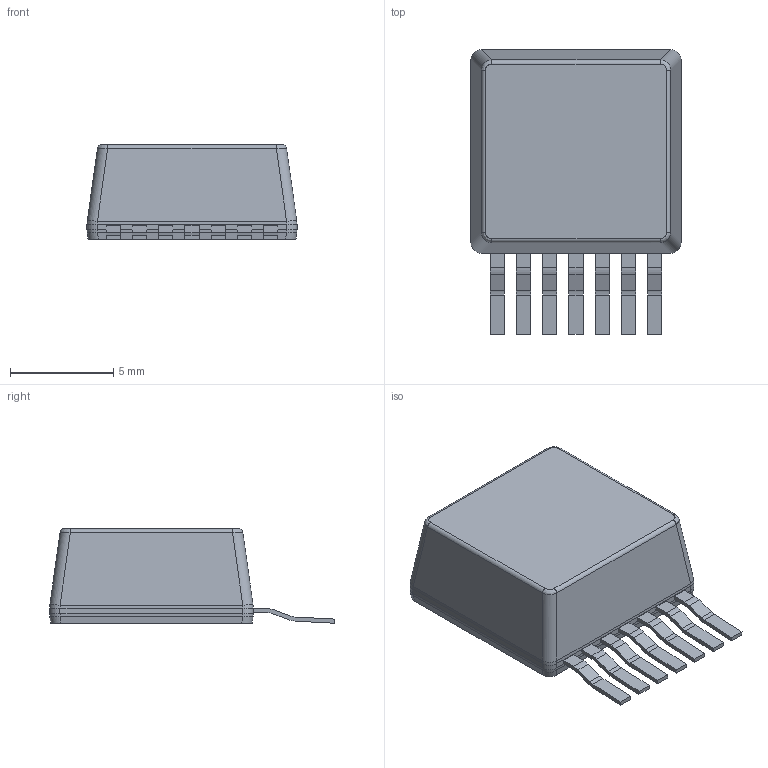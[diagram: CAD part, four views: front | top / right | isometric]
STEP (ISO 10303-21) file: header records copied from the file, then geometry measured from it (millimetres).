
FILE_DESCRIPTION (( 'STEP AP214' ), '1' );
FILE_NAME ('User Library-TO-PMOD-7-1.STEP', '2017-01-31T10:11:03', ( 'Windows User' ), ( '' ), 'SwSTEP 2.0', 'SolidWorks 2017', '' );
FILE_SCHEMA (( 'AUTOMOTIVE_DESIGN' ));
Length unit declared in the file: millimetre
Products named in the file (1): User Library-TO-PMOD-7-1
Bounding box: 10.16 x 13.78 x 4.57 mm (x, y, z)
Volume: 421 mm3; surface area: 397.5 mm2
Topology: 1 solids, 1 shells, 141 faces, 356 edges, 224 vertices
Faces by surface type: plane 77, cylinder 52, bspline 12
Entity records: 6136 total; most frequent: CARTESIAN_POINT 1223, ORIENTED_EDGE 712, DIRECTION 660, EDGE_CURVE 356, VECTOR 248, LINE 248, VERTEX_POINT 224, AXIS2_PLACEMENT_3D 206
